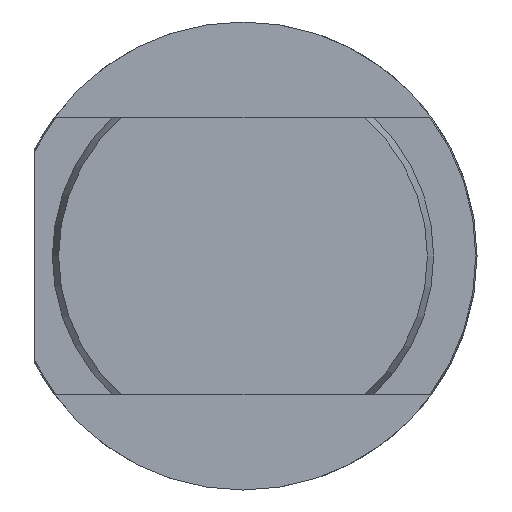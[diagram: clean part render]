
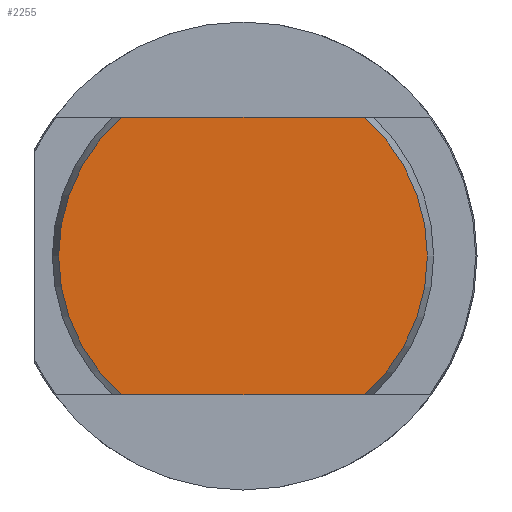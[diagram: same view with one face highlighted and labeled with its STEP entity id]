
A CAD part, left-side view. The second image highlights one B-rep face of the part: STEP entity #2255.
In plain terms, the highlighted planar face has unit normal (-1, 0, 0).
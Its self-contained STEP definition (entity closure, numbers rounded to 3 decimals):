
#10 = VECTOR ( 'NONE', #3670, 1000. ) ;
#18 = CIRCLE ( 'NONE', #1901, 10.636 ) ;
#228 = CIRCLE ( 'NONE', #1951, 10.636 ) ;
#291 = EDGE_LOOP ( 'NONE', ( #2780, #2629, #2411, #2789 ) ) ;
#308 = LINE ( 'NONE', #3685, #10 ) ;
#402 = EDGE_CURVE ( 'NONE', #3444, #3335, #18, .T. ) ;
#420 = EDGE_CURVE ( 'NONE', #3444, #3344, #308, .T. ) ;
#492 = EDGE_CURVE ( 'NONE', #3336, #3344, #228, .T. ) ;
#945 = CARTESIAN_POINT ( 'NONE',  ( 0., 12.75, -8. ) ) ;
#946 = DIRECTION ( 'NONE',  ( 0., 1., 0. ) ) ;
#1188 = CARTESIAN_POINT ( 'NONE',  ( 0., 0., 0. ) ) ;
#1189 = PLANE ( 'NONE',  #2073 ) ;
#1190 = DIRECTION ( 'NONE',  ( 1., 0., 0. ) ) ;
#1191 = DIRECTION ( 'NONE',  ( 0., 0., -1. ) ) ;
#1614 = CARTESIAN_POINT ( 'NONE',  ( 0., 7.009, -8. ) ) ;
#1615 = CARTESIAN_POINT ( 'NONE',  ( 0., -7.009, -8. ) ) ;
#1622 = CARTESIAN_POINT ( 'NONE',  ( 0., -7.009, 8. ) ) ;
#1717 = CARTESIAN_POINT ( 'NONE',  ( 0., 7.009, 8. ) ) ;
#1853 = EDGE_CURVE ( 'NONE', #3336, #3335, #3068, .T. ) ;
#1901 = AXIS2_PLACEMENT_3D ( 'NONE', #3819, #3669, #3820 ) ;
#1951 = AXIS2_PLACEMENT_3D ( 'NONE', #3992, #3938, #3937 ) ;
#2073 = AXIS2_PLACEMENT_3D ( 'NONE', #1188, #1190, #1191 ) ;
#2255 = ADVANCED_FACE ( 'NONE', ( #3144 ), #1189, .F. ) ;
#2411 = ORIENTED_EDGE ( 'NONE', *, *, #492, .T. ) ;
#2629 = ORIENTED_EDGE ( 'NONE', *, *, #1853, .F. ) ;
#2780 = ORIENTED_EDGE ( 'NONE', *, *, #402, .T. ) ;
#2789 = ORIENTED_EDGE ( 'NONE', *, *, #420, .F. ) ;
#3068 = LINE ( 'NONE', #945, #3109 ) ;
#3109 = VECTOR ( 'NONE', #946, 1000. ) ;
#3144 = FACE_OUTER_BOUND ( 'NONE', #291, .T. ) ;
#3335 = VERTEX_POINT ( 'NONE', #1614 ) ;
#3336 = VERTEX_POINT ( 'NONE', #1615 ) ;
#3344 = VERTEX_POINT ( 'NONE', #1622 ) ;
#3444 = VERTEX_POINT ( 'NONE', #1717 ) ;
#3669 = DIRECTION ( 'NONE',  ( -1., 0., 0. ) ) ;
#3670 = DIRECTION ( 'NONE',  ( 0., -1., 0. ) ) ;
#3685 = CARTESIAN_POINT ( 'NONE',  ( 0., 12.75, 8. ) ) ;
#3819 = CARTESIAN_POINT ( 'NONE',  ( 0., 0., 0. ) ) ;
#3820 = DIRECTION ( 'NONE',  ( 0., 0., -1. ) ) ;
#3937 = DIRECTION ( 'NONE',  ( 0., 0., -1. ) ) ;
#3938 = DIRECTION ( 'NONE',  ( -1., 0., 0. ) ) ;
#3992 = CARTESIAN_POINT ( 'NONE',  ( 0., 0., 0. ) ) ;
